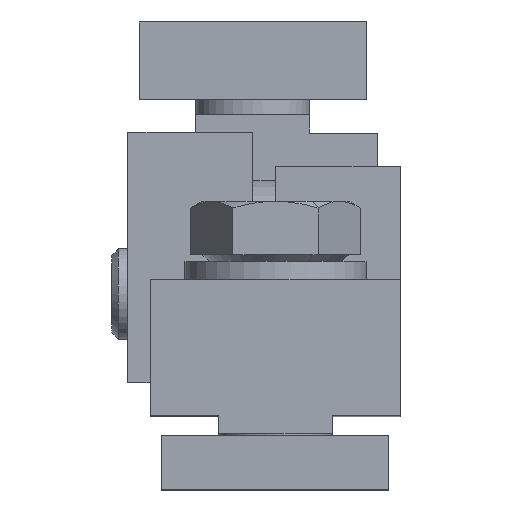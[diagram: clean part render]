
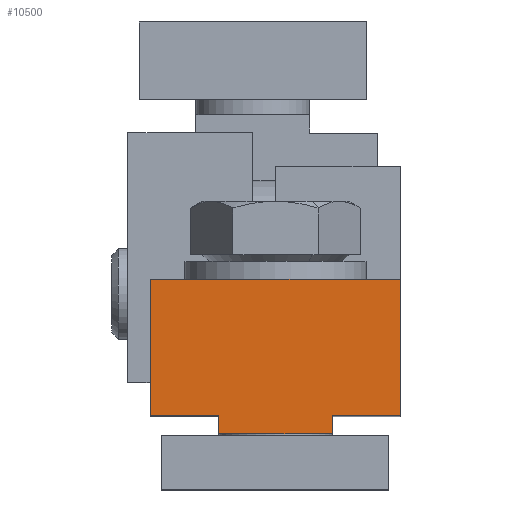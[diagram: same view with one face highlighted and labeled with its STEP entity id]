
A CAD part, top view. The second image highlights one B-rep face of the part: STEP entity #10500.
In plain terms, the highlighted planar face has unit normal (0, 0, 1).
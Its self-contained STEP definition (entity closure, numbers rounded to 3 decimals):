
#9830=CARTESIAN_POINT('',(0.,0.,0.));
#9840=DIRECTION('',(0.,0.,1.));
#9850=DIRECTION('',(-1.,0.,0.));
#9860=AXIS2_PLACEMENT_3D('',#9830,#9840,#9850);
#9870=PLANE('',#9860);
#9880=CARTESIAN_POINT('',(-22.,-22.,0.));
#9890=DIRECTION('',(1.,0.,0.));
#9900=VECTOR('',#9890,1.);
#9910=LINE('',#9880,#9900);
#9920=CARTESIAN_POINT('',(-6.,-22.,0.));
#9930=VERTEX_POINT('',#9920);
#9940=CARTESIAN_POINT('',(0.,-22.,0.));
#9950=VERTEX_POINT('',#9940);
#9960=EDGE_CURVE('',#9930,#9950,#9910,.T.);
#9970=ORIENTED_EDGE('',*,*,#9960,.T.);
#9980=CARTESIAN_POINT('',(-6.,-22.,0.));
#9990=DIRECTION('',(0.,-1.,0.));
#10000=VECTOR('',#9990,1.);
#10010=LINE('',#9980,#10000);
#10020=CARTESIAN_POINT('',(-6.,-23.6,0.));
#10030=VERTEX_POINT('',#10020);
#10040=EDGE_CURVE('',#9930,#10030,#10010,.T.);
#10050=ORIENTED_EDGE('',*,*,#10040,.F.);
#10060=CARTESIAN_POINT('',(-6.,-23.6,0.));
#10070=DIRECTION('',(-1.,0.,0.));
#10080=VECTOR('',#10070,1.);
#10090=LINE('',#10060,#10080);
#10100=CARTESIAN_POINT('',(-16.,-23.6,0.));
#10110=VERTEX_POINT('',#10100);
#10120=EDGE_CURVE('',#10030,#10110,#10090,.T.);
#10130=ORIENTED_EDGE('',*,*,#10120,.F.);
#10140=CARTESIAN_POINT('',(-16.,-22.,0.));
#10150=DIRECTION('',(0.,-1.,0.));
#10160=VECTOR('',#10150,1.);
#10170=LINE('',#10140,#10160);
#10180=CARTESIAN_POINT('',(-16.,-22.,0.));
#10190=VERTEX_POINT('',#10180);
#10200=EDGE_CURVE('',#10190,#10110,#10170,.T.);
#10210=ORIENTED_EDGE('',*,*,#10200,.T.);
#10220=CARTESIAN_POINT('',(-22.,-22.,0.));
#10230=VERTEX_POINT('',#10220);
#10240=EDGE_CURVE('',#10230,#10190,#9910,.T.);
#10250=ORIENTED_EDGE('',*,*,#10240,.T.);
#10260=CARTESIAN_POINT('',(-22.,0.,0.));
#10270=DIRECTION('',(0.,-1.,0.));
#10280=VECTOR('',#10270,1.);
#10290=LINE('',#10260,#10280);
#10300=CARTESIAN_POINT('',(-22.,-10.,0.));
#10310=VERTEX_POINT('',#10300);
#10320=EDGE_CURVE('',#10310,#10230,#10290,.T.);
#10330=ORIENTED_EDGE('',*,*,#10320,.T.);
#10340=CARTESIAN_POINT('',(0.,-10.,0.));
#10350=DIRECTION('',(-1.,0.,0.));
#10360=VECTOR('',#10350,1.);
#10370=LINE('',#10340,#10360);
#10380=CARTESIAN_POINT('',(0.,-10.,0.));
#10390=VERTEX_POINT('',#10380);
#10400=EDGE_CURVE('',#10390,#10310,#10370,.T.);
#10410=ORIENTED_EDGE('',*,*,#10400,.T.);
#10420=CARTESIAN_POINT('',(0.,-22.,0.));
#10430=DIRECTION('',(0.,1.,0.));
#10440=VECTOR('',#10430,1.);
#10450=LINE('',#10420,#10440);
#10460=EDGE_CURVE('',#9950,#10390,#10450,.T.);
#10470=ORIENTED_EDGE('',*,*,#10460,.T.);
#10480=EDGE_LOOP('',(#10470,#10410,#10330,#10250,#10210,#10130,#10050,
#9970));
#10490=FACE_OUTER_BOUND('',#10480,.T.);
#10500=ADVANCED_FACE('',(#10490),#9870,.T.);
